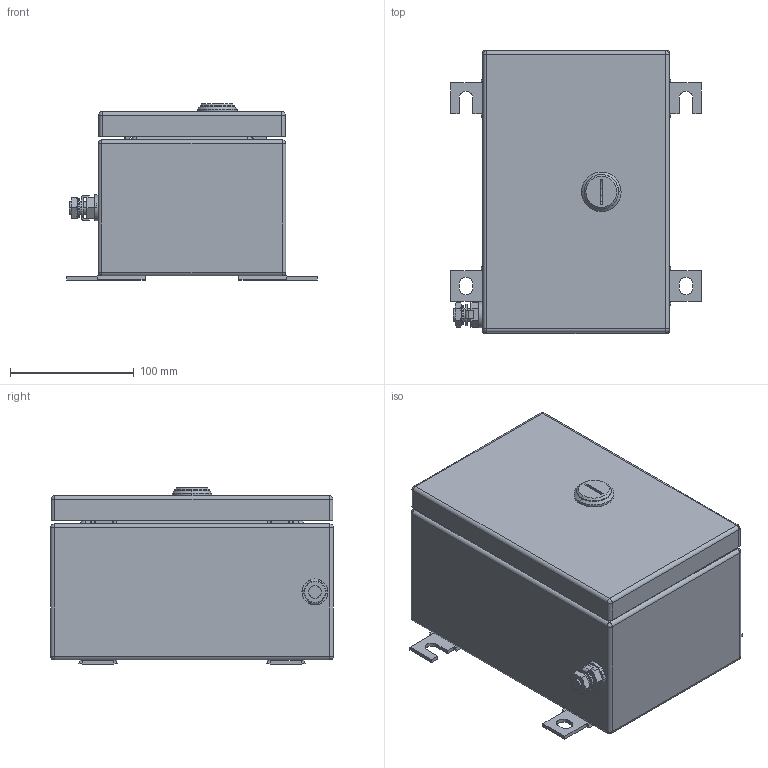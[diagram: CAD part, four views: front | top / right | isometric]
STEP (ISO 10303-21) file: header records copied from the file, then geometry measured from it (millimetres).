
FILE_DESCRIPTION(('CATIA V5 STEP Exchange','CAx-IF Rec.Pracs.--- Model Styling and Organization---1.4--- 2014-01-23'),'2;1');
FILE_NAME ('008758-10_3_1199850000_1199850000.stp','2019-09-20T11:58:21+00:00',('none'),('Weidmueller'),'CATIA Version 5-6 Release 2016 SP3 HF44','CATIA V5 STEP AP214','none');
FILE_SCHEMA(('AUTOMOTIVE_DESIGN { 1 0 10303 214 1 1 1 1 }'));
Length unit declared in the file: millimetre
Products named in the file (1): Product11_AllCATPart
Bounding box: 203 x 229 x 142.8 mm (x, y, z)
Volume: 385456.4 mm3; surface area: 461530.8 mm2
Topology: 42 solids, 42 shells, 1477 faces, 3520 edges, 2106 vertices
Faces by surface type: plane 562, cylinder 533, cone 134, torus 122, bspline 74, sphere 52
Entity records: 45173 total; most frequent: CARTESIAN_POINT 13488, ORIENTED_EDGE 6912, DIRECTION 5363, EDGE_CURVE 3456, AXIS2_PLACEMENT_3D 2447, VERTEX_POINT 2106, VECTOR 1692, LINE 1692
